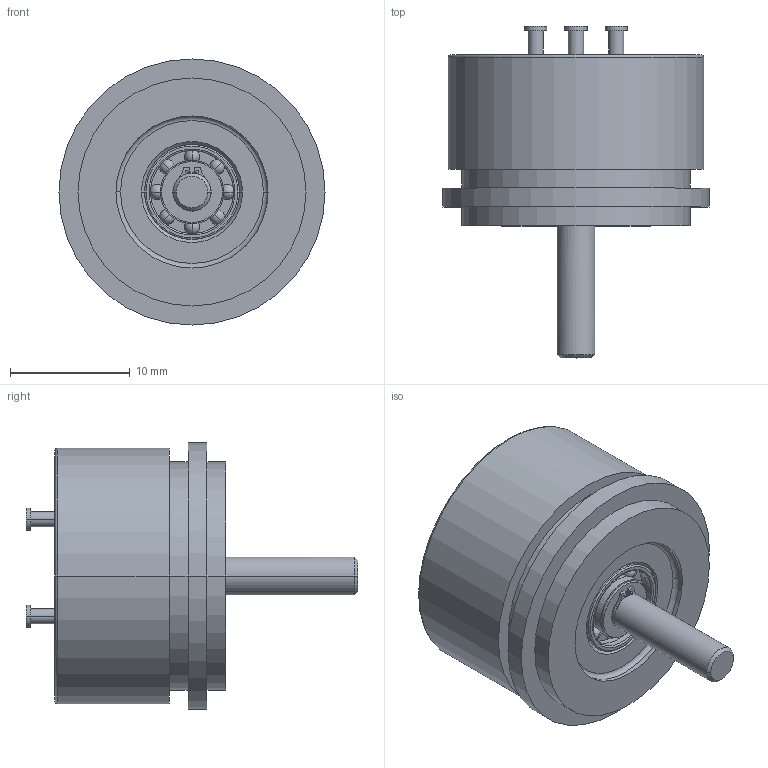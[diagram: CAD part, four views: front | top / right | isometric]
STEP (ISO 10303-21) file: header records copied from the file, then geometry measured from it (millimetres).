
FILE_DESCRIPTION((''),'2;1');
FILE_NAME('6160-21-1_SW0001','2013-07-02T',('bmozley'),(''),'PRO/ENGINEER BY PARAMETRIC TECHNOLOGY CORPORATION, 2013050','PRO/ENGINEER BY PARAMETRIC TECHNOLOGY CORPORATION, 2013050','');
FILE_SCHEMA(('CONFIG_CONTROL_DESIGN'));
Length unit declared in the file: inch
Products named in the file (1): 6160-21-1_SW0001
Bounding box: 22.23 x 27.73 x 22.23 mm (x, y, z)
Volume: 4630.6 mm3; surface area: 3179.3 mm2
Topology: 1 solids, 2 shells, 152 faces, 358 edges, 218 vertices
Faces by surface type: cylinder 71, plane 41, torus 18, sphere 16, cone 6
Entity records: 4612 total; most frequent: CARTESIAN_POINT 968, DIRECTION 858, ORIENTED_EDGE 684, AXIS2_PLACEMENT_3D 380, EDGE_CURVE 342, CIRCLE 228, VERTEX_POINT 218, EDGE_LOOP 184
